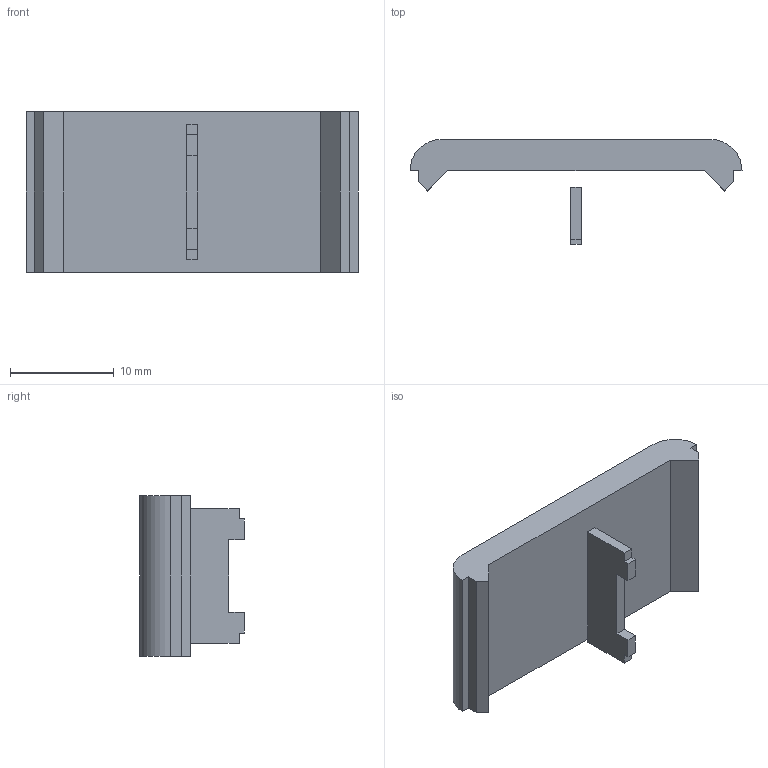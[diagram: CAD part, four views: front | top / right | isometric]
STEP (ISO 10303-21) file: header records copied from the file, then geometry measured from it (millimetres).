
FILE_DESCRIPTION(/* description */ ('Abdeckkappe Winkel Zn 20x 20 '),/* implementation_level */ '2;1');
FILE_NAME(/* name */ 'SZ0068S_A.stp',/* time_stamp */ '2015-11-24T16:22:15+01:00',/* author */ ('Marina Kaa'),/* organization */ (''),/* preprocessor_version */ 'ST-DEVELOPER v15.6',/* originating_system */ 'Autodesk Inventor 2015',/* authorisation */ '');
FILE_SCHEMA (('AUTOMOTIVE_DESIGN { 1 0 10303 214 3 1 1 }'));
Length unit declared in the file: millimetre
Products named in the file (1): SZ0068S_A
Bounding box: 32 x 10.09 x 15.5 mm (x, y, z)
Volume: 1587.1 mm3; surface area: 1471.1 mm2
Topology: 2 solids, 2 shells, 28 faces, 72 edges, 48 vertices
Faces by surface type: plane 26, cylinder 2
Entity records: 863 total; most frequent: CARTESIAN_POINT 149, ORIENTED_EDGE 144, DIRECTION 134, EDGE_CURVE 72, LINE 68, VECTOR 68, VERTEX_POINT 48, AXIS2_PLACEMENT_3D 33
